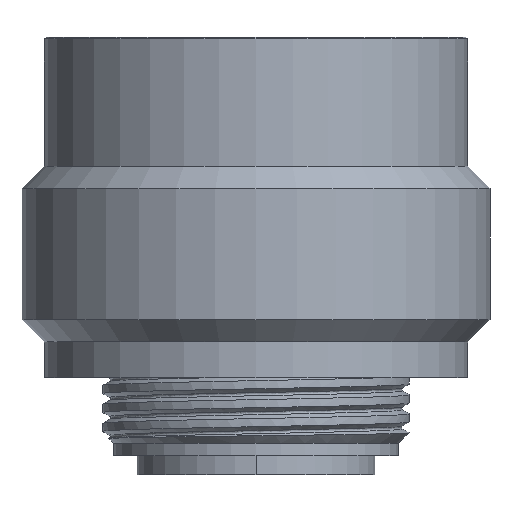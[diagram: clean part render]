
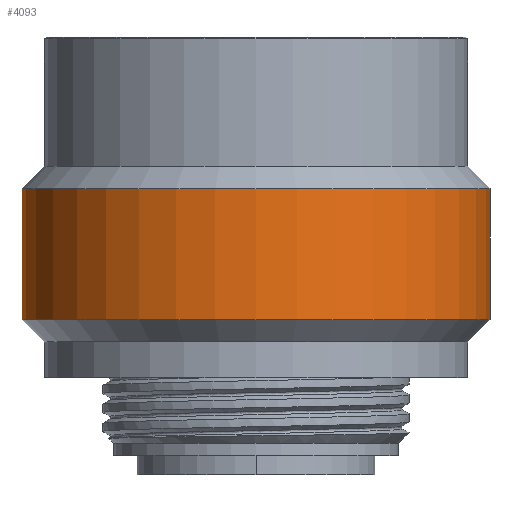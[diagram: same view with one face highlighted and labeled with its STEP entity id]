
A CAD part, front view. The second image highlights one B-rep face of the part: STEP entity #4093.
In plain terms, the highlighted cylindrical face has radius 13.05 mm (diameter 26.1 mm), a partial arc.
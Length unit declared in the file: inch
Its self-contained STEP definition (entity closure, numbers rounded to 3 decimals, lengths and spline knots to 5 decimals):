
#524=DIRECTION('',(0.,0.,-1.));
#525=VECTOR('',#524,0.2874);
#526=CARTESIAN_POINT('',(0.51378,0.,0.06299));
#527=LINE('',#526,#525);
#528=DIRECTION('',(0.,0.,-1.));
#529=VECTOR('',#528,0.2874);
#530=CARTESIAN_POINT('',(-0.51378,0.,0.06299));
#531=LINE('',#530,#529);
#532=CARTESIAN_POINT('',(0.,0.,0.06299));
#533=DIRECTION('',(0.,0.,-1.));
#534=DIRECTION('',(1.,0.,0.));
#535=AXIS2_PLACEMENT_3D('',#532,#533,#534);
#555=CARTESIAN_POINT('',(0.,0.,-0.22441));
#556=DIRECTION('',(0.,0.,-1.));
#557=DIRECTION('',(1.,0.,0.));
#558=AXIS2_PLACEMENT_3D('',#555,#556,#557);
#3077=CARTESIAN_POINT('',(0.51378,0.,0.06299));
#3079=VERTEX_POINT('',#3077);
#3080=CARTESIAN_POINT('',(0.51378,0.,-0.22441));
#3081=VERTEX_POINT('',#3080);
#3083=CARTESIAN_POINT('',(-0.51378,0.,0.06299));
#3085=VERTEX_POINT('',#3083);
#3086=CARTESIAN_POINT('',(-0.51378,0.,-0.22441));
#3087=VERTEX_POINT('',#3086);
#4079=CARTESIAN_POINT('',(0.,0.,-0.39327));
#4080=DIRECTION('',(0.,0.,1.));
#4081=DIRECTION('',(-1.,0.,0.));
#4082=AXIS2_PLACEMENT_3D('',#4079,#4080,#4081);
#4083=CYLINDRICAL_SURFACE('',#4082,0.51378);
#4085=ORIENTED_EDGE('',*,*,#4084,.T.);
#4087=ORIENTED_EDGE('',*,*,#4086,.T.);
#4089=ORIENTED_EDGE('',*,*,#4088,.F.);
#4090=ORIENTED_EDGE('',*,*,#4072,.F.);
#4091=EDGE_LOOP('',(#4085,#4087,#4089,#4090));
#4092=FACE_OUTER_BOUND('',#4091,.F.);
#4093=ADVANCED_FACE('',(#4092),#4083,.T.);
#536=CIRCLE('',#535,0.51378);
#559=CIRCLE('',#558,0.51378);
#4072=EDGE_CURVE('',#3079,#3085,#536,.T.);
#4084=EDGE_CURVE('',#3079,#3081,#527,.T.);
#4086=EDGE_CURVE('',#3081,#3087,#559,.T.);
#4088=EDGE_CURVE('',#3085,#3087,#531,.T.);
